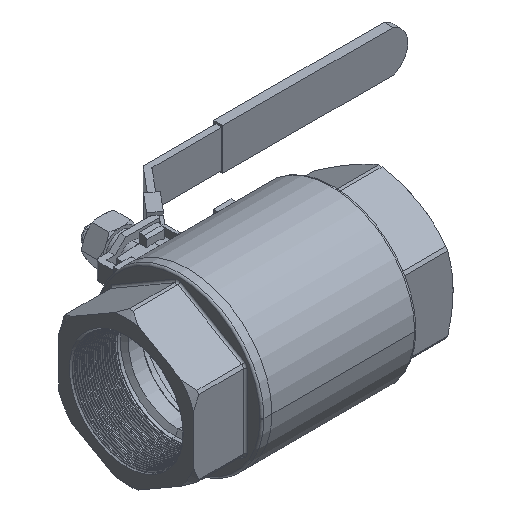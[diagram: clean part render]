
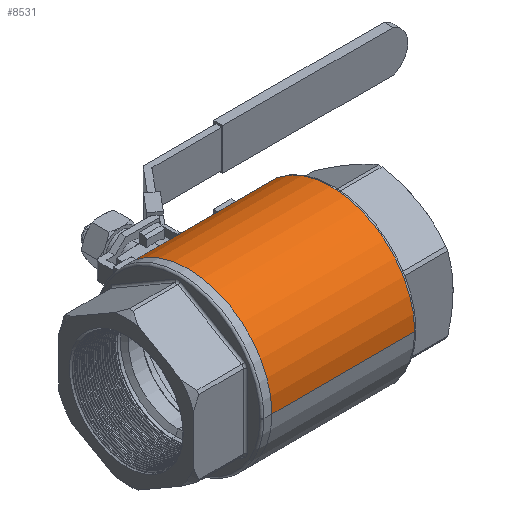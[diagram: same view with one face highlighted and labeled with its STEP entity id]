
A CAD part, isometric view. The second image highlights one B-rep face of the part: STEP entity #8531.
In plain terms, the highlighted cylindrical face has radius 84 mm (diameter 168 mm), a partial arc.
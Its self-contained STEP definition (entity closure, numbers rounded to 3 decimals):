
#520=CARTESIAN_POINT('',(107.,0.,84.));
#539=CARTESIAN_POINT('',(153.,0.,84.));
#637=DIRECTION('',(-1.,0.,0.));
#638=VECTOR('',#637,18.);
#639=CARTESIAN_POINT('',(189.,39.,74.398));
#640=LINE('',#639,#638);
#641=CARTESIAN_POINT('',(171.,0.,0.));
#642=DIRECTION('',(-1.,0.,0.));
#643=DIRECTION('',(0.,0.,1.));
#644=AXIS2_PLACEMENT_3D('',#641,#642,#643);
#646=DIRECTION('',(-1.,0.,0.));
#647=VECTOR('',#646,18.);
#648=CARTESIAN_POINT('',(171.,0.,84.));
#649=LINE('',#648,#647);
#650=CARTESIAN_POINT('',(153.,0.,84.));
#651=CARTESIAN_POINT('',(153.,1.438,84.));
#652=CARTESIAN_POINT('',(152.736,4.261,83.927));
#653=CARTESIAN_POINT('',(151.552,8.402,83.611));
#654=CARTESIAN_POINT('',(149.651,12.201,83.136));
#655=CARTESIAN_POINT('',(147.068,15.61,82.557));
#656=CARTESIAN_POINT('',(143.941,18.458,81.961));
#657=CARTESIAN_POINT('',(140.29,20.716,81.413));
#658=CARTESIAN_POINT('',(136.329,22.25,81.002));
#659=CARTESIAN_POINT('',(132.072,23.04,80.778));
#660=CARTESIAN_POINT('',(127.801,23.029,80.782));
#661=CARTESIAN_POINT('',(123.542,22.213,81.013));
#662=CARTESIAN_POINT('',(119.593,20.657,81.428));
#663=CARTESIAN_POINT('',(115.973,18.391,81.976));
#664=CARTESIAN_POINT('',(112.875,15.545,82.57));
#665=CARTESIAN_POINT('',(110.316,12.146,83.144));
#666=CARTESIAN_POINT('',(108.433,8.36,83.615));
#667=CARTESIAN_POINT('',(107.261,4.239,83.928));
#668=CARTESIAN_POINT('',(107.,1.431,84.));
#669=CARTESIAN_POINT('',(107.,0.,84.));
#671=DIRECTION('',(-1.,0.,0.));
#672=VECTOR('',#671,18.);
#673=CARTESIAN_POINT('',(107.,0.,84.));
#674=LINE('',#673,#672);
#675=CARTESIAN_POINT('',(89.,0.,0.));
#676=DIRECTION('',(-1.,0.,0.));
#677=DIRECTION('',(0.,0.,1.));
#678=AXIS2_PLACEMENT_3D('',#675,#676,#677);
#680=DIRECTION('',(-1.,0.,0.));
#681=VECTOR('',#680,18.);
#682=CARTESIAN_POINT('',(89.,39.,74.398));
#683=LINE('',#682,#681);
#684=CARTESIAN_POINT('',(71.,0.,0.));
#685=DIRECTION('',(-1.,0.,0.));
#686=DIRECTION('',(0.,0.,1.));
#687=AXIS2_PLACEMENT_3D('',#684,#685,#686);
#689=DIRECTION('',(-1.,0.,0.));
#690=VECTOR('',#689,16.);
#691=CARTESIAN_POINT('',(71.,0.,84.));
#692=LINE('',#691,#690);
#693=CARTESIAN_POINT('',(55.,0.,0.));
#694=DIRECTION('',(-1.,0.,0.));
#695=DIRECTION('',(0.,0.,1.));
#696=AXIS2_PLACEMENT_3D('',#693,#694,#695);
#698=DIRECTION('',(-1.,0.,0.));
#699=VECTOR('',#698,143.);
#700=CARTESIAN_POINT('',(198.,0.,-84.));
#701=LINE('',#700,#699);
#702=CARTESIAN_POINT('',(198.,0.,0.));
#703=DIRECTION('',(1.,0.,0.));
#704=DIRECTION('',(0.,0.,-1.));
#705=AXIS2_PLACEMENT_3D('',#702,#703,#704);
#707=DIRECTION('',(-1.,0.,0.));
#708=VECTOR('',#707,9.);
#709=CARTESIAN_POINT('',(198.,0.,84.));
#710=LINE('',#709,#708);
#711=CARTESIAN_POINT('',(189.,0.,0.));
#712=DIRECTION('',(-1.,0.,0.));
#713=DIRECTION('',(0.,0.,1.));
#714=AXIS2_PLACEMENT_3D('',#711,#712,#713);
#7248=CARTESIAN_POINT('',(198.,0.,-84.));
#7249=CARTESIAN_POINT('',(198.,0.,84.));
#7250=VERTEX_POINT('',#7248);
#7251=VERTEX_POINT('',#7249);
#7256=VERTEX_POINT('',#520);
#7257=VERTEX_POINT('',#539);
#7310=CARTESIAN_POINT('',(55.,0.,84.));
#7311=CARTESIAN_POINT('',(55.,0.,-84.));
#7312=VERTEX_POINT('',#7310);
#7313=VERTEX_POINT('',#7311);
#7331=CARTESIAN_POINT('',(171.,0.,84.));
#7333=VERTEX_POINT('',#7331);
#7336=CARTESIAN_POINT('',(189.,0.,84.));
#7337=VERTEX_POINT('',#7336);
#7339=CARTESIAN_POINT('',(71.,0.,84.));
#7341=VERTEX_POINT('',#7339);
#7344=CARTESIAN_POINT('',(89.,0.,84.));
#7345=VERTEX_POINT('',#7344);
#7346=CARTESIAN_POINT('',(189.,39.,74.398));
#7347=CARTESIAN_POINT('',(171.,39.,74.398));
#7348=VERTEX_POINT('',#7346);
#7349=VERTEX_POINT('',#7347);
#7350=CARTESIAN_POINT('',(89.,39.,74.398));
#7351=CARTESIAN_POINT('',(71.,39.,74.398));
#7352=VERTEX_POINT('',#7350);
#7353=VERTEX_POINT('',#7351);
#8504=CARTESIAN_POINT('',(205.3,0.,0.));
#8505=DIRECTION('',(-1.,0.,0.));
#8506=DIRECTION('',(0.,0.,-1.));
#8507=AXIS2_PLACEMENT_3D('',#8504,#8505,#8506);
#8508=CYLINDRICAL_SURFACE('',#8507,84.);
#8509=ORIENTED_EDGE('',*,*,#8495,.T.);
#8510=ORIENTED_EDGE('',*,*,#8419,.F.);
#8511=ORIENTED_EDGE('',*,*,#8396,.T.);
#8513=ORIENTED_EDGE('',*,*,#8512,.T.);
#8514=ORIENTED_EDGE('',*,*,#8392,.T.);
#8516=ORIENTED_EDGE('',*,*,#8515,.T.);
#8518=ORIENTED_EDGE('',*,*,#8517,.T.);
#8520=ORIENTED_EDGE('',*,*,#8519,.F.);
#8521=ORIENTED_EDGE('',*,*,#8384,.T.);
#8522=ORIENTED_EDGE('',*,*,#8346,.T.);
#8523=ORIENTED_EDGE('',*,*,#8381,.F.);
#8525=ORIENTED_EDGE('',*,*,#8524,.T.);
#8526=ORIENTED_EDGE('',*,*,#8377,.T.);
#8528=ORIENTED_EDGE('',*,*,#8527,.T.);
#8529=EDGE_LOOP('',(#8509,#8510,#8511,#8513,#8514,#8516,#8518,#8520,#8521,#8522,
#8523,#8525,#8526,#8528));
#8530=FACE_OUTER_BOUND('',#8529,.F.);
#645=CIRCLE('',#644,84.);
#670=B_SPLINE_CURVE_WITH_KNOTS('',3,(#650,#651,#652,#653,#654,#655,#656,#657,
#658,#659,#660,#661,#662,#663,#664,#665,#666,#667,#668,#669),.UNSPECIFIED.,.F.,
.F.,(4,1,1,1,1,1,1,1,1,1,1,1,1,1,1,1,1,4),(0.,0.059,
0.118,0.176,0.235,0.294,
0.353,0.412,0.471,0.529,
0.588,0.647,0.706,0.765,
0.824,0.882,0.941,1.),.UNSPECIFIED.);
#679=CIRCLE('',#678,84.);
#688=CIRCLE('',#687,84.);
#697=CIRCLE('',#696,84.);
#706=CIRCLE('',#705,84.);
#715=CIRCLE('',#714,84.);
#8346=EDGE_CURVE('',#7312,#7313,#697,.T.);
#8377=EDGE_CURVE('',#7251,#7337,#710,.T.);
#8381=EDGE_CURVE('',#7250,#7313,#701,.T.);
#8384=EDGE_CURVE('',#7341,#7312,#692,.T.);
#8392=EDGE_CURVE('',#7256,#7345,#674,.T.);
#8396=EDGE_CURVE('',#7333,#7257,#649,.T.);
#8419=EDGE_CURVE('',#7333,#7349,#645,.T.);
#8495=EDGE_CURVE('',#7348,#7349,#640,.T.);
#8512=EDGE_CURVE('',#7257,#7256,#670,.T.);
#8515=EDGE_CURVE('',#7345,#7352,#679,.T.);
#8517=EDGE_CURVE('',#7352,#7353,#683,.T.);
#8519=EDGE_CURVE('',#7341,#7353,#688,.T.);
#8524=EDGE_CURVE('',#7250,#7251,#706,.T.);
#8527=EDGE_CURVE('',#7337,#7348,#715,.T.);
#8531=ADVANCED_FACE('',(#8530),#8508,.T.);
